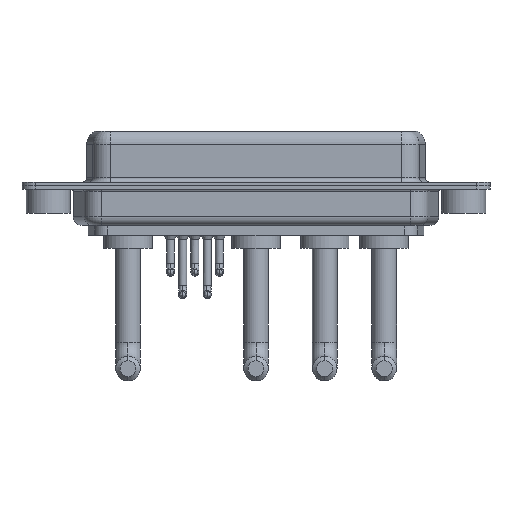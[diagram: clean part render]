
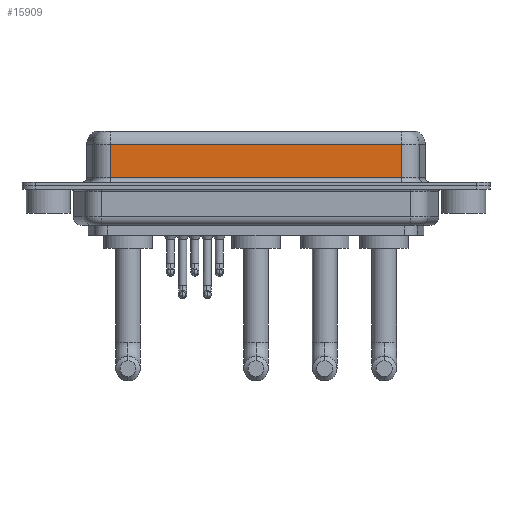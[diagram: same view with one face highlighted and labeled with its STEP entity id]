
A CAD part, front view. The second image highlights one B-rep face of the part: STEP entity #15909.
In plain terms, the highlighted planar face has unit normal (0, -1, 0).
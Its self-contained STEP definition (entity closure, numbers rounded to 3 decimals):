
#77 = CARTESIAN_POINT ( 'NONE',  ( 7.013, -3.95, 4.65 ) ) ;
#90 = EDGE_LOOP ( 'NONE', ( #14117, #3434, #15853, #6661 ) ) ;
#265 = CARTESIAN_POINT ( 'NONE',  ( 7.013, -3.95, 6.4 ) ) ;
#465 = VERTEX_POINT ( 'NONE', #9300 ) ;
#1179 = CARTESIAN_POINT ( 'NONE',  ( 40.037, -3.95, 4.65 ) ) ;
#1389 = FACE_OUTER_BOUND ( 'NONE', #90, .T. ) ;
#1530 = LINE ( 'NONE', #5603, #15973 ) ;
#3434 = ORIENTED_EDGE ( 'NONE', *, *, #15162, .T. ) ;
#3894 = CARTESIAN_POINT ( 'NONE',  ( 40.037, -3.95, 6.4 ) ) ;
#3947 = EDGE_CURVE ( 'NONE', #5247, #11527, #13294, .T. ) ;
#4082 = CARTESIAN_POINT ( 'NONE',  ( 40.037, -3.95, 0.9 ) ) ;
#4263 = VERTEX_POINT ( 'NONE', #4082 ) ;
#4324 = CARTESIAN_POINT ( 'NONE',  ( 40.037, -3.95, 6.4 ) ) ;
#4948 = VECTOR ( 'NONE', #6564, 1000. ) ;
#5247 = VERTEX_POINT ( 'NONE', #77 ) ;
#5494 = EDGE_CURVE ( 'NONE', #465, #4263, #13086, .T. ) ;
#5570 = DIRECTION ( 'NONE',  ( 0., 0., -1. ) ) ;
#5603 = CARTESIAN_POINT ( 'NONE',  ( 40.037, -3.95, 0.9 ) ) ;
#6564 = DIRECTION ( 'NONE',  ( -1., 0., 0. ) ) ;
#6605 = EDGE_CURVE ( 'NONE', #11527, #4263, #1530, .T. ) ;
#6661 = ORIENTED_EDGE ( 'NONE', *, *, #6605, .T. ) ;
#9300 = CARTESIAN_POINT ( 'NONE',  ( 40.037, -3.95, 4.65 ) ) ;
#9374 = DIRECTION ( 'NONE',  ( 1., 0., 0. ) ) ;
#9496 = DIRECTION ( 'NONE',  ( 0., 0., 1. ) ) ;
#9735 = VECTOR ( 'NONE', #11675, 1000. ) ;
#10477 = VECTOR ( 'NONE', #5570, 1000. ) ;
#11527 = VERTEX_POINT ( 'NONE', #15583 ) ;
#11675 = DIRECTION ( 'NONE',  ( 0., 0., -1. ) ) ;
#12040 = PLANE ( 'NONE',  #15901 ) ;
#12214 = DIRECTION ( 'NONE',  ( 0., 1., 0. ) ) ;
#13086 = LINE ( 'NONE', #3894, #9735 ) ;
#13294 = LINE ( 'NONE', #265, #10477 ) ;
#14117 = ORIENTED_EDGE ( 'NONE', *, *, #5494, .F. ) ;
#15162 = EDGE_CURVE ( 'NONE', #465, #5247, #17279, .T. ) ;
#15583 = CARTESIAN_POINT ( 'NONE',  ( 7.013, -3.95, 0.9 ) ) ;
#15853 = ORIENTED_EDGE ( 'NONE', *, *, #3947, .T. ) ;
#15901 = AXIS2_PLACEMENT_3D ( 'NONE', #4324, #12214, #9496 ) ;
#15909 = ADVANCED_FACE ( 'NONE', ( #1389 ), #12040, .F. ) ;
#15973 = VECTOR ( 'NONE', #9374, 1000. ) ;
#17279 = LINE ( 'NONE', #1179, #4948 ) ;
